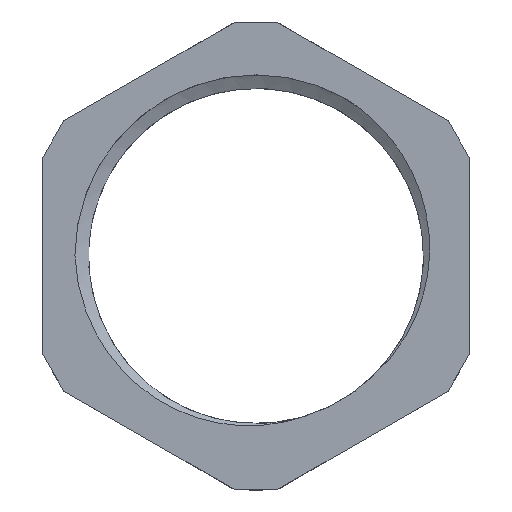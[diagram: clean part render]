
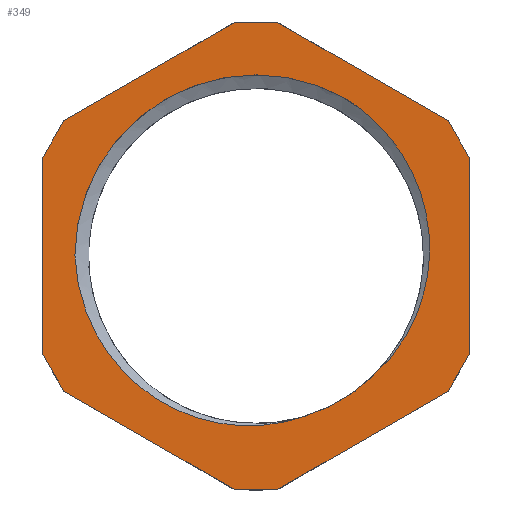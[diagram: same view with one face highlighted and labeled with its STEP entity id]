
A CAD part, top view. The second image highlights one B-rep face of the part: STEP entity #349.
In plain terms, the highlighted planar face has unit normal (0, 0, 1).
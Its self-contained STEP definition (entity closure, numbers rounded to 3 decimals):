
#17=FACE_BOUND('',#140,.T.);
#25=LINE('',#974,#49);
#28=LINE('',#984,#52);
#30=LINE('',#990,#54);
#32=LINE('',#998,#56);
#34=LINE('',#1004,#58);
#36=LINE('',#1012,#60);
#38=LINE('',#1018,#62);
#40=LINE('',#1027,#64);
#43=LINE('',#1036,#67);
#44=LINE('',#1041,#68);
#47=LINE('',#1050,#71);
#48=LINE('',#1053,#72);
#49=VECTOR('',#402,10.);
#52=VECTOR('',#407,10.);
#54=VECTOR('',#413,10.);
#56=VECTOR('',#417,10.);
#58=VECTOR('',#423,10.);
#60=VECTOR('',#427,10.);
#62=VECTOR('',#433,10.);
#64=VECTOR('',#437,10.);
#67=VECTOR('',#442,10.);
#68=VECTOR('',#447,10.);
#71=VECTOR('',#452,10.);
#72=VECTOR('',#457,10.);
#86=PLANE('',#385);
#88=CIRCLE('',#360,9.439);
#89=CIRCLE('',#362,10.2);
#118=FACE_OUTER_BOUND('',#139,.T.);
#139=EDGE_LOOP('',(#313,#314,#315,#316,#317,#318,#319,#320,#321,#322,#323,
#324));
#140=EDGE_LOOP('',(#325,#326,#327,#328));
#143=B_SPLINE_CURVE_WITH_KNOTS('',3,(#648,#649,#650,#651,#652,#653,#654,
#655,#656,#657,#658,#659,#660),.UNSPECIFIED.,.F.,.F.,(4,3,3,3,4),(-1.839,
-1.436,-0.967,-0.488,0.),
 .UNSPECIFIED.);
#148=B_SPLINE_CURVE_WITH_KNOTS('',3,(#955,#956,#957,#958,#959,#960,#961,
#962,#963,#964,#965,#966,#967),.UNSPECIFIED.,.F.,.F.,(4,3,3,3,4),(-1.836,
-1.409,-0.93,-0.46,0.),
 .UNSPECIFIED.);
#151=VERTEX_POINT('',#616);
#152=VERTEX_POINT('',#647);
#154=VERTEX_POINT('',#694);
#156=VERTEX_POINT('',#872);
#157=VERTEX_POINT('',#972);
#158=VERTEX_POINT('',#973);
#161=VERTEX_POINT('',#983);
#163=VERTEX_POINT('',#989);
#165=VERTEX_POINT('',#997);
#167=VERTEX_POINT('',#1003);
#169=VERTEX_POINT('',#1011);
#171=VERTEX_POINT('',#1017);
#173=VERTEX_POINT('',#1025);
#174=VERTEX_POINT('',#1026);
#177=VERTEX_POINT('',#1039);
#178=VERTEX_POINT('',#1040);
#184=EDGE_CURVE('',#151,#152,#143,.T.);
#188=EDGE_CURVE('',#154,#151,#88,.T.);
#191=EDGE_CURVE('',#156,#154,#148,.T.);
#192=EDGE_CURVE('',#156,#152,#89,.T.);
#194=EDGE_CURVE('',#157,#158,#25,.T.);
#198=EDGE_CURVE('',#158,#161,#28,.T.);
#201=EDGE_CURVE('',#161,#163,#30,.T.);
#204=EDGE_CURVE('',#163,#165,#32,.T.);
#207=EDGE_CURVE('',#165,#167,#34,.T.);
#210=EDGE_CURVE('',#167,#169,#36,.T.);
#213=EDGE_CURVE('',#169,#171,#38,.T.);
#216=EDGE_CURVE('',#173,#174,#40,.T.);
#220=EDGE_CURVE('',#174,#157,#43,.T.);
#222=EDGE_CURVE('',#177,#178,#44,.T.);
#226=EDGE_CURVE('',#171,#177,#47,.T.);
#228=EDGE_CURVE('',#178,#173,#48,.T.);
#313=ORIENTED_EDGE('',*,*,#226,.T.);
#314=ORIENTED_EDGE('',*,*,#222,.T.);
#315=ORIENTED_EDGE('',*,*,#228,.T.);
#316=ORIENTED_EDGE('',*,*,#216,.T.);
#317=ORIENTED_EDGE('',*,*,#220,.T.);
#318=ORIENTED_EDGE('',*,*,#194,.T.);
#319=ORIENTED_EDGE('',*,*,#198,.T.);
#320=ORIENTED_EDGE('',*,*,#201,.T.);
#321=ORIENTED_EDGE('',*,*,#204,.T.);
#322=ORIENTED_EDGE('',*,*,#207,.T.);
#323=ORIENTED_EDGE('',*,*,#210,.T.);
#324=ORIENTED_EDGE('',*,*,#213,.T.);
#325=ORIENTED_EDGE('',*,*,#192,.T.);
#326=ORIENTED_EDGE('',*,*,#184,.F.);
#327=ORIENTED_EDGE('',*,*,#188,.F.);
#328=ORIENTED_EDGE('',*,*,#191,.F.);
#349=ADVANCED_FACE('',(#118,#17),#86,.T.);
#360=AXIS2_PLACEMENT_3D('',#725,#392,#393);
#362=AXIS2_PLACEMENT_3D('',#969,#396,#397);
#385=AXIS2_PLACEMENT_3D('',#1059,#466,#467);
#392=DIRECTION('center_axis',(0.,0.,1.));
#393=DIRECTION('ref_axis',(-1.,0.,0.));
#396=DIRECTION('center_axis',(0.,0.,-1.));
#397=DIRECTION('ref_axis',(-1.,0.,0.));
#402=DIRECTION('',(0.866,0.5,0.));
#407=DIRECTION('',(0.5,0.866,0.));
#413=DIRECTION('',(0.,1.,0.));
#417=DIRECTION('',(-0.5,0.866,0.));
#423=DIRECTION('',(-0.866,0.5,0.));
#427=DIRECTION('',(-1.,0.,0.));
#433=DIRECTION('',(-0.866,-0.5,0.));
#437=DIRECTION('',(0.866,-0.5,0.));
#442=DIRECTION('',(1.,0.,0.));
#447=DIRECTION('',(0.,-1.,0.));
#452=DIRECTION('',(-0.5,-0.866,0.));
#457=DIRECTION('',(0.5,-0.866,0.));
#466=DIRECTION('center_axis',(0.,0.,1.));
#467=DIRECTION('ref_axis',(1.,0.,0.));
#616=CARTESIAN_POINT('',(6.461,-6.881,3.));
#647=CARTESIAN_POINT('',(5.1,8.833,3.));
#648=CARTESIAN_POINT('Ctrl Pts',(6.462,-6.881,3.));
#649=CARTESIAN_POINT('Ctrl Pts',(7.477,-6.006,3.));
#650=CARTESIAN_POINT('Ctrl Pts',(8.301,-4.917,3.));
#651=CARTESIAN_POINT('Ctrl Pts',(8.868,-3.706,3.));
#652=CARTESIAN_POINT('Ctrl Pts',(9.53,-2.295,3.));
#653=CARTESIAN_POINT('Ctrl Pts',(9.84,-0.72,3.));
#654=CARTESIAN_POINT('Ctrl Pts',(9.772,0.834,3.));
#655=CARTESIAN_POINT('Ctrl Pts',(9.703,2.42,3.));
#656=CARTESIAN_POINT('Ctrl Pts',(9.24,3.992,3.));
#657=CARTESIAN_POINT('Ctrl Pts',(8.443,5.367,3.));
#658=CARTESIAN_POINT('Ctrl Pts',(7.631,6.767,3.));
#659=CARTESIAN_POINT('Ctrl Pts',(6.475,7.965,3.));
#660=CARTESIAN_POINT('Ctrl Pts',(5.1,8.833,3.));
#694=CARTESIAN_POINT('',(2.728,-9.036,3.));
#725=CARTESIAN_POINT('Origin',(0.,0.,3.));
#872=CARTESIAN_POINT('',(-10.2,0.,3.));
#955=CARTESIAN_POINT('Ctrl Pts',(-10.2,0.,
3.));
#956=CARTESIAN_POINT('Ctrl Pts',(-10.142,-1.422,3.));
#957=CARTESIAN_POINT('Ctrl Pts',(-9.786,-2.827,3.));
#958=CARTESIAN_POINT('Ctrl Pts',(-9.153,-4.098,3.));
#959=CARTESIAN_POINT('Ctrl Pts',(-8.443,-5.526,3.));
#960=CARTESIAN_POINT('Ctrl Pts',(-7.384,-6.781,3.));
#961=CARTESIAN_POINT('Ctrl Pts',(-6.097,-7.714,3.));
#962=CARTESIAN_POINT('Ctrl Pts',(-4.834,-8.63,3.));
#963=CARTESIAN_POINT('Ctrl Pts',(-3.344,-9.241,3.));
#964=CARTESIAN_POINT('Ctrl Pts',(-1.799,-9.467,3.));
#965=CARTESIAN_POINT('Ctrl Pts',(-0.285,-9.688,3.));
#966=CARTESIAN_POINT('Ctrl Pts',(1.279,-9.543,3.));
#967=CARTESIAN_POINT('Ctrl Pts',(2.728,-9.036,3.));
#969=CARTESIAN_POINT('Origin',(0.,0.,3.));
#972=CARTESIAN_POINT('',(1.179,-13.177,3.));
#973=CARTESIAN_POINT('',(10.822,-7.61,3.));
#974=CARTESIAN_POINT('',(11.268,-7.353,3.));
#983=CARTESIAN_POINT('',(12.002,-5.567,3.));
#984=CARTESIAN_POINT('',(11.707,-6.078,3.));
#989=CARTESIAN_POINT('',(12.002,5.567,3.));
#990=CARTESIAN_POINT('',(12.002,-0.514,3.));
#997=CARTESIAN_POINT('',(10.822,7.61,3.));
#998=CARTESIAN_POINT('',(13.973,2.152,3.));
#1003=CARTESIAN_POINT('',(1.179,13.177,3.));
#1004=CARTESIAN_POINT('',(9.303,8.487,3.));
#1011=CARTESIAN_POINT('',(-1.179,13.177,3.));
#1012=CARTESIAN_POINT('',(5.123,13.177,3.));
#1017=CARTESIAN_POINT('',(-10.822,7.61,3.));
#1018=CARTESIAN_POINT('',(-5.555,10.651,3.));
#1025=CARTESIAN_POINT('',(-10.822,-7.61,3.));
#1026=CARTESIAN_POINT('',(-1.179,-13.177,3.));
#1027=CARTESIAN_POINT('',(2.122,-15.084,3.));
#1036=CARTESIAN_POINT('',(6.302,-13.177,3.));
#1039=CARTESIAN_POINT('',(-12.002,5.567,3.));
#1040=CARTESIAN_POINT('',(-12.002,-5.567,3.));
#1041=CARTESIAN_POINT('',(-12.002,-6.082,3.));
#1050=CARTESIAN_POINT('',(-11.707,6.078,3.));
#1053=CARTESIAN_POINT('',(-8.261,-12.047,3.));
#1059=CARTESIAN_POINT('Origin',(11.425,-6.596,3.));
